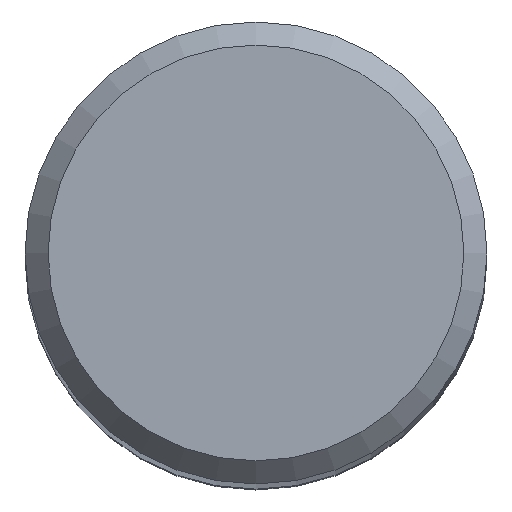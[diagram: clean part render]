
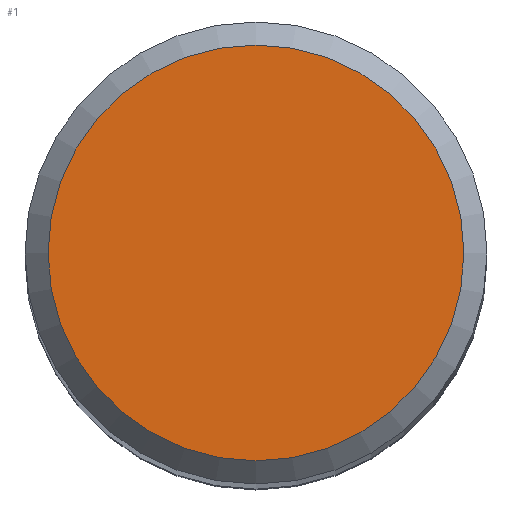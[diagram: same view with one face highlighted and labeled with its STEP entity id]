
A CAD part, top view. The second image highlights one B-rep face of the part: STEP entity #1.
In plain terms, the highlighted planar face has unit normal (0, 0, 1).
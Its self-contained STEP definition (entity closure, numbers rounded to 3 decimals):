
#1 = ADVANCED_FACE ( 'NONE', ( #119 ), #165, .F. ) ;
#31 = AXIS2_PLACEMENT_3D ( 'NONE', #184, #105, #90 ) ;
#46 = EDGE_LOOP ( 'NONE', ( #59 ) ) ;
#47 = CARTESIAN_POINT ( 'NONE',  ( 0., 4.5, 75. ) ) ;
#58 = AXIS2_PLACEMENT_3D ( 'NONE', #213, #122, #153 ) ;
#59 = ORIENTED_EDGE ( 'NONE', *, *, #128, .F. ) ;
#89 = VERTEX_POINT ( 'NONE', #47 ) ;
#90 = DIRECTION ( 'NONE',  ( 0., 1., 0. ) ) ;
#105 = DIRECTION ( 'NONE',  ( 0., 0., -1. ) ) ;
#119 = FACE_OUTER_BOUND ( 'NONE', #46, .T. ) ;
#122 = DIRECTION ( 'NONE',  ( 0., 0., -1. ) ) ;
#128 = EDGE_CURVE ( 'NONE', #89, #89, #173, .T. ) ;
#153 = DIRECTION ( 'NONE',  ( 0., 1., 0. ) ) ;
#165 = PLANE ( 'NONE',  #58 ) ;
#173 = CIRCLE ( 'NONE', #31, 4.5 ) ;
#184 = CARTESIAN_POINT ( 'NONE',  ( 0., 0., 75. ) ) ;
#213 = CARTESIAN_POINT ( 'NONE',  ( 0., 0., 75. ) ) ;
